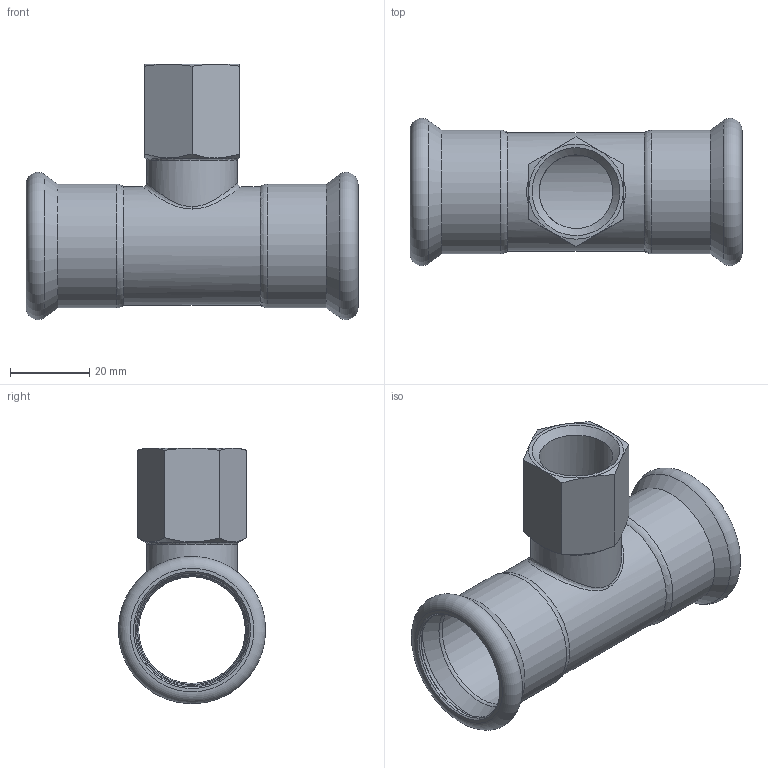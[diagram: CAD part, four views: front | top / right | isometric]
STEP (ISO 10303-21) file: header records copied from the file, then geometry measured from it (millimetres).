
FILE_DESCRIPTION(/* description */ (''),/* implementation_level */ '2;1');
FILE_NAME(/* name */ '41309.stp',/* time_stamp */ '2023-09-08T10:57:16+02:00',/* author */ ('JANAN'),/* organization */ (''),/* preprocessor_version */ 'ST-DEVELOPER v19.2',/* originating_system */ 'Autodesk Inventor 2023',/* authorisation */ '');
FILE_SCHEMA (('AUTOMOTIVE_DESIGN { 1 0 10303 214 3 1 1 }'));
Length unit declared in the file: millimetre
Products named in the file (1): tmp7DFB.tmp
Bounding box: 84 x 37.28 x 64.64 mm (x, y, z)
Volume: 18180.4 mm3; surface area: 21310.9 mm2
Topology: 1 solids, 1 shells, 56 faces, 126 edges, 75 vertices
Faces by surface type: cone 17, torus 13, plane 11, cylinder 11, bspline 4
Full cylindrical faces by diameter (mm): 18.631 x1, 20 x1, 23 x1, 27 x1, 28.2 x2, 28.8 x2, 30 x1, 31.3 x2
Entity records: 3221 total; most frequent: CARTESIAN_POINT 1888, DIRECTION 276, ORIENTED_EDGE 252, EDGE_CURVE 126, AXIS2_PLACEMENT_3D 124, VERTEX_POINT 75, CIRCLE 71, EDGE_LOOP 63
